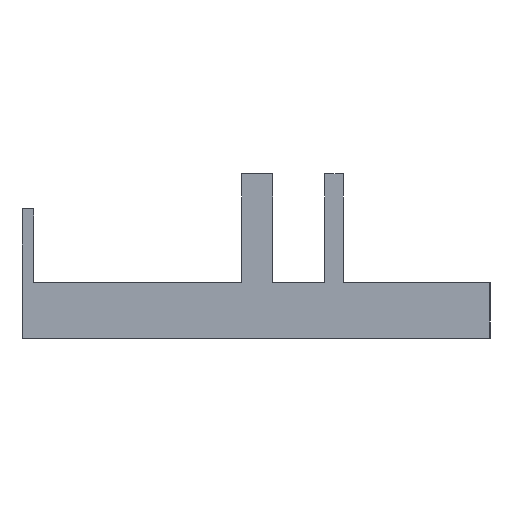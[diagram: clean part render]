
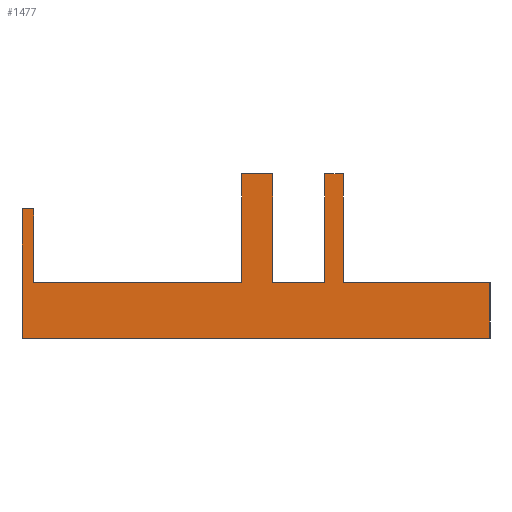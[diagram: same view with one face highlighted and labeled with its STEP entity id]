
A CAD part, left-side view. The second image highlights one B-rep face of the part: STEP entity #1477.
In plain terms, the highlighted planar face has unit normal (-1, 0, 0).
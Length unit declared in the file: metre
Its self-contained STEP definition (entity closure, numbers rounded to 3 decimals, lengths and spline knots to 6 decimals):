
#282=ORIENTED_EDGE('',*,*,#637,.F.);
#283=ORIENTED_EDGE('',*,*,#616,.F.);
#284=ORIENTED_EDGE('',*,*,#638,.F.);
#285=ORIENTED_EDGE('',*,*,#622,.T.);
#286=ORIENTED_EDGE('',*,*,#639,.T.);
#287=ORIENTED_EDGE('',*,*,#640,.T.);
#288=ORIENTED_EDGE('',*,*,#641,.T.);
#289=ORIENTED_EDGE('',*,*,#642,.F.);
#290=ORIENTED_EDGE('',*,*,#643,.T.);
#291=ORIENTED_EDGE('',*,*,#644,.T.);
#292=ORIENTED_EDGE('',*,*,#645,.T.);
#293=ORIENTED_EDGE('',*,*,#646,.F.);
#294=ORIENTED_EDGE('',*,*,#647,.T.);
#295=ORIENTED_EDGE('',*,*,#648,.T.);
#616=EDGE_CURVE('',#792,#793,#958,.T.);
#622=EDGE_CURVE('',#797,#796,#964,.T.);
#637=EDGE_CURVE('',#793,#806,#971,.T.);
#638=EDGE_CURVE('',#797,#792,#972,.T.);
#639=EDGE_CURVE('',#796,#807,#973,.T.);
#640=EDGE_CURVE('',#807,#808,#974,.T.);
#641=EDGE_CURVE('',#808,#809,#975,.T.);
#642=EDGE_CURVE('',#810,#809,#976,.T.);
#643=EDGE_CURVE('',#810,#811,#977,.T.);
#644=EDGE_CURVE('',#811,#812,#978,.T.);
#645=EDGE_CURVE('',#812,#813,#979,.T.);
#646=EDGE_CURVE('',#814,#813,#980,.T.);
#647=EDGE_CURVE('',#814,#815,#981,.T.);
#648=EDGE_CURVE('',#815,#806,#982,.F.);
#792=VERTEX_POINT('',#2289);
#793=VERTEX_POINT('',#2291);
#796=VERTEX_POINT('',#2301);
#797=VERTEX_POINT('',#2303);
#806=VERTEX_POINT('',#2342);
#807=VERTEX_POINT('',#2345);
#808=VERTEX_POINT('',#2347);
#809=VERTEX_POINT('',#2349);
#810=VERTEX_POINT('',#2351);
#811=VERTEX_POINT('',#2353);
#812=VERTEX_POINT('',#2355);
#813=VERTEX_POINT('',#2357);
#814=VERTEX_POINT('',#2359);
#815=VERTEX_POINT('',#2361);
#958=LINE('',#2290,#1135);
#964=LINE('',#2302,#1141);
#971=LINE('',#2341,#1148);
#972=LINE('',#2343,#1149);
#973=LINE('',#2344,#1150);
#974=LINE('',#2346,#1151);
#975=LINE('',#2348,#1152);
#976=LINE('',#2350,#1153);
#977=LINE('',#2352,#1154);
#978=LINE('',#2354,#1155);
#979=LINE('',#2356,#1156);
#980=LINE('',#2358,#1157);
#981=LINE('',#2360,#1158);
#982=LINE('',#2362,#1159);
#1135=VECTOR('',#1792,1.);
#1141=VECTOR('',#1802,1.);
#1148=VECTOR('',#1839,1.);
#1149=VECTOR('',#1840,1.);
#1150=VECTOR('',#1841,1.);
#1151=VECTOR('',#1842,1.);
#1152=VECTOR('',#1843,1.);
#1153=VECTOR('',#1844,1.);
#1154=VECTOR('',#1845,1.);
#1155=VECTOR('',#1846,1.);
#1156=VECTOR('',#1847,1.);
#1157=VECTOR('',#1848,1.);
#1158=VECTOR('',#1849,1.);
#1159=VECTOR('',#1850,1.);
#1235=EDGE_LOOP('',(#282,#283,#284,#285,#286,#287,#288,#289,#290,#291,#292,
#293,#294,#295));
#1326=FACE_BOUND('',#1235,.T.);
#1410=PLANE('',#1570);
#1477=ADVANCED_FACE('',(#1326),#1410,.F.);
#1570=AXIS2_PLACEMENT_3D('',#2340,#1837,#1838);
#1792=DIRECTION('',(0.,0.,1.));
#1802=DIRECTION('',(0.,0.,1.));
#1837=DIRECTION('',(1.,0.,0.));
#1838=DIRECTION('',(0.,0.,-1.));
#1839=DIRECTION('',(0.,-1.,0.));
#1840=DIRECTION('',(0.,1.,0.));
#1841=DIRECTION('',(0.,1.,0.));
#1842=DIRECTION('',(0.,0.,1.));
#1843=DIRECTION('',(0.,1.,0.));
#1844=DIRECTION('',(0.,0.,1.));
#1845=DIRECTION('',(0.,1.,0.));
#1846=DIRECTION('',(0.,0.,1.));
#1847=DIRECTION('',(0.,1.,0.));
#1848=DIRECTION('',(0.,0.,1.));
#1849=DIRECTION('',(0.,1.,0.));
#1850=DIRECTION('',(0.,0.,-1.));
#2289=CARTESIAN_POINT('',(-0.073825,0.029862,-0.006));
#2290=CARTESIAN_POINT('',(-0.073825,0.029862,-0.006));
#2291=CARTESIAN_POINT('',(-0.073825,0.029862,0.01075));
#2301=CARTESIAN_POINT('',(-0.073825,-0.0308,0.0012));
#2302=CARTESIAN_POINT('',(-0.073825,-0.0308,-0.006));
#2303=CARTESIAN_POINT('',(-0.073825,-0.0308,-0.006));
#2340=CARTESIAN_POINT('',(-0.073825,-0.000469,-0.006));
#2341=CARTESIAN_POINT('',(-0.073825,0.029862,0.01075));
#2342=CARTESIAN_POINT('',(-0.073825,0.028362,0.01075));
#2343=CARTESIAN_POINT('',(-0.073825,-0.000469,-0.006));
#2344=CARTESIAN_POINT('',(-0.073825,-0.000069,0.0012));
#2345=CARTESIAN_POINT('',(-0.073825,-0.011781,0.0012));
#2346=CARTESIAN_POINT('',(-0.073825,-0.011781,-0.003));
#2347=CARTESIAN_POINT('',(-0.073825,-0.011781,0.0153));
#2348=CARTESIAN_POINT('',(-0.073825,-0.011079,0.0153));
#2349=CARTESIAN_POINT('',(-0.073825,-0.009376,0.0153));
#2350=CARTESIAN_POINT('',(-0.073825,-0.009376,-0.003));
#2351=CARTESIAN_POINT('',(-0.073825,-0.009376,0.0012));
#2352=CARTESIAN_POINT('',(-0.073825,-0.000069,0.0012));
#2353=CARTESIAN_POINT('',(-0.073825,-0.00264,0.0012));
#2354=CARTESIAN_POINT('',(-0.073825,-0.00264,-0.003));
#2355=CARTESIAN_POINT('',(-0.073825,-0.00264,0.0153));
#2356=CARTESIAN_POINT('',(-0.073825,-0.000681,0.0153));
#2357=CARTESIAN_POINT('',(-0.073825,0.00139,0.0153));
#2358=CARTESIAN_POINT('',(-0.073825,0.00139,-0.003));
#2359=CARTESIAN_POINT('',(-0.073825,0.00139,0.0012));
#2360=CARTESIAN_POINT('',(-0.073825,-0.000069,0.0012));
#2361=CARTESIAN_POINT('',(-0.073825,0.028362,0.0012));
#2362=CARTESIAN_POINT('',(-0.073825,0.028362,-0.003));
